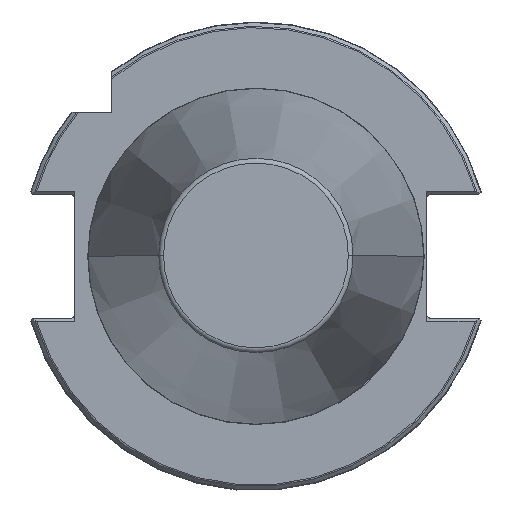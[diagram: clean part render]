
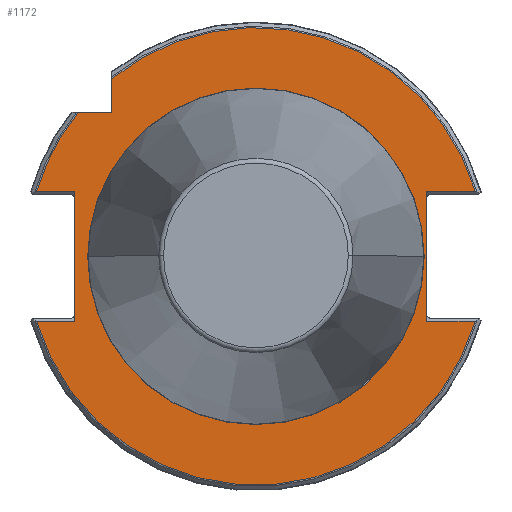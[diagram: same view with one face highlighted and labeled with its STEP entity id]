
A CAD part, top view. The second image highlights one B-rep face of the part: STEP entity #1172.
In plain terms, the highlighted planar face has unit normal (0, 0, 1).
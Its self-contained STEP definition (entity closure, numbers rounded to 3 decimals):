
#22 = VERTEX_POINT ( 'NONE', #1302 ) ;
#27 = CARTESIAN_POINT ( 'NONE',  ( 0., 30., -3.2 ) ) ;
#59 = ORIENTED_EDGE ( 'NONE', *, *, #2521, .T. ) ;
#91 = ORIENTED_EDGE ( 'NONE', *, *, #2780, .T. ) ;
#92 = CARTESIAN_POINT ( 'NONE',  ( -45.614, -13.55, -3.2 ) ) ;
#122 = DIRECTION ( 'NONE',  ( 1., 0., 0. ) ) ;
#162 = CIRCLE ( 'NONE', #3792, 35. ) ;
#256 = DIRECTION ( 'NONE',  ( 0., 0., 1. ) ) ;
#289 = DIRECTION ( 'NONE',  ( 0., 0., 1. ) ) ;
#323 = DIRECTION ( 'NONE',  ( 0., 1., 0. ) ) ;
#357 = VECTOR ( 'NONE', #1509, 1000. ) ;
#389 = LINE ( 'NONE', #1907, #3448 ) ;
#405 = AXIS2_PLACEMENT_3D ( 'NONE', #487, #2931, #1127 ) ;
#465 = EDGE_LOOP ( 'NONE', ( #2151, #778 ) ) ;
#487 = CARTESIAN_POINT ( 'NONE',  ( 0., 0., -3.2 ) ) ;
#563 = ORIENTED_EDGE ( 'NONE', *, *, #3492, .T. ) ;
#570 = VERTEX_POINT ( 'NONE', #3858 ) ;
#575 = EDGE_CURVE ( 'NONE', #2871, #3292, #389, .T. ) ;
#577 = AXIS2_PLACEMENT_3D ( 'NONE', #2128, #289, #2428 ) ;
#632 = CARTESIAN_POINT ( 'NONE',  ( 0., 0., -3.2 ) ) ;
#643 = CIRCLE ( 'NONE', #2036, 47.584 ) ;
#712 = CARTESIAN_POINT ( 'NONE',  ( -45.816, -13.55, -3.2 ) ) ;
#717 = FACE_BOUND ( 'NONE', #465, .T. ) ;
#728 = CARTESIAN_POINT ( 'NONE',  ( 45.614, -13.55, -3.2 ) ) ;
#778 = ORIENTED_EDGE ( 'NONE', *, *, #888, .F. ) ;
#827 = CARTESIAN_POINT ( 'NONE',  ( 35., 0., -3.2 ) ) ;
#836 = ORIENTED_EDGE ( 'NONE', *, *, #2972, .T. ) ;
#845 = CARTESIAN_POINT ( 'NONE',  ( 45.614, 13.55, -3.2 ) ) ;
#858 = CARTESIAN_POINT ( 'NONE',  ( -30., 0., -3.2 ) ) ;
#888 = EDGE_CURVE ( 'NONE', #1468, #1176, #162, .T. ) ;
#892 = CARTESIAN_POINT ( 'NONE',  ( 35.5, -13.55, -3.2 ) ) ;
#950 = DIRECTION ( 'NONE',  ( 1., 0., 0. ) ) ;
#1007 = DIRECTION ( 'NONE',  ( 1., 0., 0. ) ) ;
#1011 = DIRECTION ( 'NONE',  ( -1., 0., 0. ) ) ;
#1036 = CIRCLE ( 'NONE', #3648, 35. ) ;
#1083 = VECTOR ( 'NONE', #3487, 1000. ) ;
#1127 = DIRECTION ( 'NONE',  ( 1., 0., 0. ) ) ;
#1172 = ADVANCED_FACE ( 'NONE', ( #3712, #717 ), #3813, .T. ) ;
#1176 = VERTEX_POINT ( 'NONE', #827 ) ;
#1186 = VECTOR ( 'NONE', #323, 1000. ) ;
#1203 = CIRCLE ( 'NONE', #1898, 47.584 ) ;
#1215 = LINE ( 'NONE', #27, #357 ) ;
#1217 = VERTEX_POINT ( 'NONE', #1740 ) ;
#1230 = LINE ( 'NONE', #712, #1950 ) ;
#1236 = ORIENTED_EDGE ( 'NONE', *, *, #575, .T. ) ;
#1288 = EDGE_LOOP ( 'NONE', ( #2635, #59, #2769, #1906, #2368, #2236, #1300, #1236, #563, #836, #91 ) ) ;
#1300 = ORIENTED_EDGE ( 'NONE', *, *, #1803, .T. ) ;
#1302 = CARTESIAN_POINT ( 'NONE',  ( -30., 36.936, -3.2 ) ) ;
#1336 = CARTESIAN_POINT ( 'NONE',  ( 0., -13.55, -3.2 ) ) ;
#1360 = CIRCLE ( 'NONE', #577, 47.584 ) ;
#1375 = EDGE_CURVE ( 'NONE', #2490, #3240, #1215, .T. ) ;
#1468 = VERTEX_POINT ( 'NONE', #1856 ) ;
#1509 = DIRECTION ( 'NONE',  ( -1., 0., 0. ) ) ;
#1523 = VERTEX_POINT ( 'NONE', #92 ) ;
#1600 = EDGE_CURVE ( 'NONE', #1176, #1468, #1036, .T. ) ;
#1682 = CARTESIAN_POINT ( 'NONE',  ( -37.7, 13.55, -3.2 ) ) ;
#1740 = CARTESIAN_POINT ( 'NONE',  ( -37.7, -13.55, -3.2 ) ) ;
#1789 = CARTESIAN_POINT ( 'NONE',  ( -36.936, 30., -3.2 ) ) ;
#1803 = EDGE_CURVE ( 'NONE', #1820, #2871, #2212, .T. ) ;
#1820 = VERTEX_POINT ( 'NONE', #728 ) ;
#1847 = LINE ( 'NONE', #3412, #3576 ) ;
#1856 = CARTESIAN_POINT ( 'NONE',  ( -35., 0., -3.2 ) ) ;
#1898 = AXIS2_PLACEMENT_3D ( 'NONE', #2097, #256, #2399 ) ;
#1906 = ORIENTED_EDGE ( 'NONE', *, *, #2688, .F. ) ;
#1907 = CARTESIAN_POINT ( 'NONE',  ( 35.5, -12.85, -3.2 ) ) ;
#1916 = VERTEX_POINT ( 'NONE', #3528 ) ;
#1932 = DIRECTION ( 'NONE',  ( 0., 0., 1. ) ) ;
#1936 = VERTEX_POINT ( 'NONE', #845 ) ;
#1950 = VECTOR ( 'NONE', #1011, 1000. ) ;
#2036 = AXIS2_PLACEMENT_3D ( 'NONE', #632, #2767, #950 ) ;
#2051 = LINE ( 'NONE', #858, #3541 ) ;
#2072 = EDGE_CURVE ( 'NONE', #1217, #1523, #1230, .T. ) ;
#2097 = CARTESIAN_POINT ( 'NONE',  ( 0., 0., -3.2 ) ) ;
#2128 = CARTESIAN_POINT ( 'NONE',  ( 0., 0., -3.2 ) ) ;
#2151 = ORIENTED_EDGE ( 'NONE', *, *, #1600, .F. ) ;
#2170 = CARTESIAN_POINT ( 'NONE',  ( 35.5, 13.55, -3.2 ) ) ;
#2212 = LINE ( 'NONE', #1336, #3805 ) ;
#2229 = EDGE_CURVE ( 'NONE', #1916, #570, #3705, .T. ) ;
#2236 = ORIENTED_EDGE ( 'NONE', *, *, #2869, .T. ) ;
#2345 = LINE ( 'NONE', #3618, #1186 ) ;
#2368 = ORIENTED_EDGE ( 'NONE', *, *, #2072, .T. ) ;
#2374 = CARTESIAN_POINT ( 'NONE',  ( -30., 30., -3.2 ) ) ;
#2399 = DIRECTION ( 'NONE',  ( 1., 0., 0. ) ) ;
#2428 = DIRECTION ( 'NONE',  ( 1., 0., 0. ) ) ;
#2490 = VERTEX_POINT ( 'NONE', #2374 ) ;
#2521 = EDGE_CURVE ( 'NONE', #3240, #1916, #1203, .T. ) ;
#2529 = CARTESIAN_POINT ( 'NONE',  ( 0., 0., -3.2 ) ) ;
#2635 = ORIENTED_EDGE ( 'NONE', *, *, #1375, .T. ) ;
#2688 = EDGE_CURVE ( 'NONE', #1217, #570, #2345, .T. ) ;
#2767 = DIRECTION ( 'NONE',  ( 0., 0., 1. ) ) ;
#2769 = ORIENTED_EDGE ( 'NONE', *, *, #2229, .T. ) ;
#2780 = EDGE_CURVE ( 'NONE', #22, #2490, #2051, .T. ) ;
#2816 = DIRECTION ( 'NONE',  ( 0., 0., 1. ) ) ;
#2869 = EDGE_CURVE ( 'NONE', #1523, #1820, #1360, .T. ) ;
#2871 = VERTEX_POINT ( 'NONE', #892 ) ;
#2931 = DIRECTION ( 'NONE',  ( 0., 0., 1. ) ) ;
#2972 = EDGE_CURVE ( 'NONE', #1936, #22, #643, .T. ) ;
#3088 = DIRECTION ( 'NONE',  ( 1., 0., 0. ) ) ;
#3240 = VERTEX_POINT ( 'NONE', #1789 ) ;
#3292 = VERTEX_POINT ( 'NONE', #2170 ) ;
#3412 = CARTESIAN_POINT ( 'NONE',  ( 0., 13.55, -3.2 ) ) ;
#3429 = DIRECTION ( 'NONE',  ( -1., 0., 0. ) ) ;
#3448 = VECTOR ( 'NONE', #3599, 1000. ) ;
#3487 = DIRECTION ( 'NONE',  ( 1., 0., 0. ) ) ;
#3492 = EDGE_CURVE ( 'NONE', #3292, #1936, #1847, .T. ) ;
#3528 = CARTESIAN_POINT ( 'NONE',  ( -45.614, 13.55, -3.2 ) ) ;
#3541 = VECTOR ( 'NONE', #3845, 1000. ) ;
#3576 = VECTOR ( 'NONE', #1007, 1000. ) ;
#3599 = DIRECTION ( 'NONE',  ( 0., 1., 0. ) ) ;
#3618 = CARTESIAN_POINT ( 'NONE',  ( -37.7, -12.85, -3.2 ) ) ;
#3648 = AXIS2_PLACEMENT_3D ( 'NONE', #3701, #1932, #122 ) ;
#3701 = CARTESIAN_POINT ( 'NONE',  ( 0., 0., -3.2 ) ) ;
#3705 = LINE ( 'NONE', #1682, #1083 ) ;
#3712 = FACE_OUTER_BOUND ( 'NONE', #1288, .T. ) ;
#3792 = AXIS2_PLACEMENT_3D ( 'NONE', #2529, #2816, #3088 ) ;
#3805 = VECTOR ( 'NONE', #3429, 1000. ) ;
#3813 = PLANE ( 'NONE',  #405 ) ;
#3845 = DIRECTION ( 'NONE',  ( 0., -1., 0. ) ) ;
#3858 = CARTESIAN_POINT ( 'NONE',  ( -37.7, 13.55, -3.2 ) ) ;
